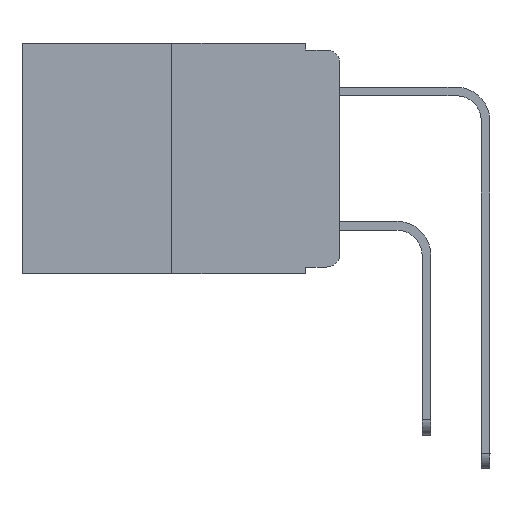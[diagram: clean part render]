
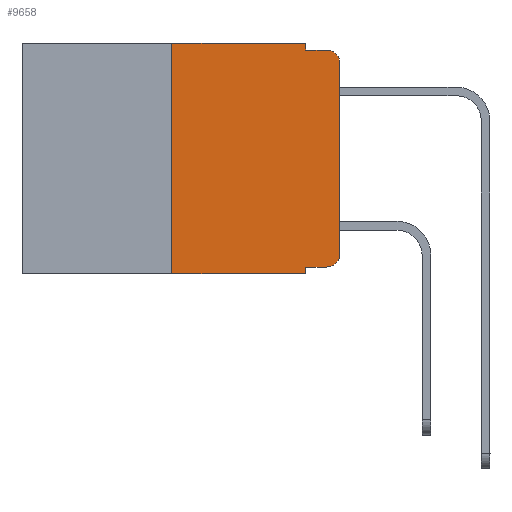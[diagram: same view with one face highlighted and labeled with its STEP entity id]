
A CAD part, left-side view. The second image highlights one B-rep face of the part: STEP entity #9658.
In plain terms, the highlighted planar face has unit normal (-1, 0, 0).
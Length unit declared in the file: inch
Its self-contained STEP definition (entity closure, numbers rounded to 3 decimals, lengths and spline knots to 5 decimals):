
#232 = VERTEX_POINT ( 'NONE', #9532 ) ;
#319 = ORIENTED_EDGE ( 'NONE', *, *, #439, .F. ) ;
#439 = EDGE_CURVE ( 'NONE', #14532, #17863, #7367, .T. ) ;
#1055 = LINE ( 'NONE', #18312, #10997 ) ;
#1270 = CARTESIAN_POINT ( 'NONE',  ( 0., 0.25, -0.343 ) ) ;
#1287 = CARTESIAN_POINT ( 'NONE',  ( 0., 0.25, 0. ) ) ;
#1332 = EDGE_CURVE ( 'NONE', #4157, #2591, #5417, .T. ) ;
#1812 = DIRECTION ( 'NONE',  ( 0., -1., 0. ) ) ;
#1868 = DIRECTION ( 'NONE',  ( 0., 0., -1. ) ) ;
#2013 = CARTESIAN_POINT ( 'NONE',  ( 0., 0.051, -0.01 ) ) ;
#2068 = CARTESIAN_POINT ( 'NONE',  ( 0., 0.051, 0. ) ) ;
#2096 = CARTESIAN_POINT ( 'NONE',  ( 0., 0.473, -0.343 ) ) ;
#2122 = CARTESIAN_POINT ( 'NONE',  ( 0., 0.051, -0.333 ) ) ;
#2546 = AXIS2_PLACEMENT_3D ( 'NONE', #4289, #17326, #8755 ) ;
#2591 = VERTEX_POINT ( 'NONE', #12162 ) ;
#2635 = EDGE_CURVE ( 'NONE', #17863, #10754, #9533, .T. ) ;
#2878 = CARTESIAN_POINT ( 'NONE',  ( 0., 0.02, -0.333 ) ) ;
#2974 = CARTESIAN_POINT ( 'NONE',  ( 0., 0.051, 0. ) ) ;
#3030 = LINE ( 'NONE', #14724, #15610 ) ;
#3599 = ORIENTED_EDGE ( 'NONE', *, *, #17316, .T. ) ;
#3699 = DIRECTION ( 'NONE',  ( 0., 0., 1. ) ) ;
#4115 = DIRECTION ( 'NONE',  ( 0., 0., 1. ) ) ;
#4157 = VERTEX_POINT ( 'NONE', #1270 ) ;
#4289 = CARTESIAN_POINT ( 'NONE',  ( 0., 0.02, -0.03 ) ) ;
#4373 = CARTESIAN_POINT ( 'NONE',  ( 0., 0.473, 0. ) ) ;
#4674 = EDGE_CURVE ( 'NONE', #16615, #13600, #11496, .T. ) ;
#4862 = DIRECTION ( 'NONE',  ( 1., 0., 0. ) ) ;
#4882 = VERTEX_POINT ( 'NONE', #5197 ) ;
#4984 = VECTOR ( 'NONE', #6724, 39.37008 ) ;
#5063 = ORIENTED_EDGE ( 'NONE', *, *, #4674, .T. ) ;
#5197 = CARTESIAN_POINT ( 'NONE',  ( 0., 0.051, -0.343 ) ) ;
#5417 = LINE ( 'NONE', #1287, #15616 ) ;
#5488 = EDGE_CURVE ( 'NONE', #7887, #4882, #1055, .T. ) ;
#6724 = DIRECTION ( 'NONE',  ( 0., -1., 0. ) ) ;
#7166 = ORIENTED_EDGE ( 'NONE', *, *, #7767, .T. ) ;
#7310 = CARTESIAN_POINT ( 'NONE',  ( 0., 0.02, -0.01 ) ) ;
#7367 = LINE ( 'NONE', #2974, #12916 ) ;
#7448 = DIRECTION ( 'NONE',  ( 0., -1., 0. ) ) ;
#7550 = CARTESIAN_POINT ( 'NONE',  ( 0., 0., -0.313 ) ) ;
#7686 = CARTESIAN_POINT ( 'NONE',  ( 0., 0.02, -0.313 ) ) ;
#7767 = EDGE_CURVE ( 'NONE', #232, #10754, #8800, .T. ) ;
#7772 = DIRECTION ( 'NONE',  ( -1., 0., 0. ) ) ;
#7887 = VERTEX_POINT ( 'NONE', #2122 ) ;
#8755 = DIRECTION ( 'NONE',  ( 0., 0., -1. ) ) ;
#8800 = CIRCLE ( 'NONE', #2546, 0.02 ) ;
#9288 = LINE ( 'NONE', #2096, #13950 ) ;
#9532 = CARTESIAN_POINT ( 'NONE',  ( 0., 0., -0.03 ) ) ;
#9533 = LINE ( 'NONE', #18362, #4984 ) ;
#9658 = ADVANCED_FACE ( 'NONE', ( #11974 ), #17702, .F. ) ;
#9862 = ORIENTED_EDGE ( 'NONE', *, *, #1332, .F. ) ;
#10358 = DIRECTION ( 'NONE',  ( 0., 0., -1. ) ) ;
#10754 = VERTEX_POINT ( 'NONE', #7310 ) ;
#10832 = ORIENTED_EDGE ( 'NONE', *, *, #13988, .T. ) ;
#10997 = VECTOR ( 'NONE', #15390, 39.37008 ) ;
#11496 = CIRCLE ( 'NONE', #12986, 0.02 ) ;
#11939 = EDGE_CURVE ( 'NONE', #13600, #232, #12509, .T. ) ;
#11974 = FACE_OUTER_BOUND ( 'NONE', #15550, .T. ) ;
#12162 = CARTESIAN_POINT ( 'NONE',  ( 0., 0.25, 0. ) ) ;
#12509 = LINE ( 'NONE', #18038, #16068 ) ;
#12642 = ORIENTED_EDGE ( 'NONE', *, *, #5488, .F. ) ;
#12763 = AXIS2_PLACEMENT_3D ( 'NONE', #14695, #4862, #1868 ) ;
#12916 = VECTOR ( 'NONE', #10358, 39.37008 ) ;
#12986 = AXIS2_PLACEMENT_3D ( 'NONE', #7686, #7772, #15187 ) ;
#13600 = VERTEX_POINT ( 'NONE', #7550 ) ;
#13950 = VECTOR ( 'NONE', #1812, 39.37008 ) ;
#13988 = EDGE_CURVE ( 'NONE', #7887, #16615, #3030, .T. ) ;
#14532 = VERTEX_POINT ( 'NONE', #2068 ) ;
#14695 = CARTESIAN_POINT ( 'NONE',  ( 0., 0.473, 0. ) ) ;
#14724 = CARTESIAN_POINT ( 'NONE',  ( 0., 0.051, -0.333 ) ) ;
#14828 = VECTOR ( 'NONE', #7448, 39.37008 ) ;
#15187 = DIRECTION ( 'NONE',  ( 0., 0., -1. ) ) ;
#15390 = DIRECTION ( 'NONE',  ( 0., 0., -1. ) ) ;
#15550 = EDGE_LOOP ( 'NONE', ( #18477, #7166, #17037, #319, #16521, #9862, #3599, #12642, #10832, #5063 ) ) ;
#15610 = VECTOR ( 'NONE', #17372, 39.37008 ) ;
#15616 = VECTOR ( 'NONE', #4115, 39.37008 ) ;
#16068 = VECTOR ( 'NONE', #3699, 39.37008 ) ;
#16521 = ORIENTED_EDGE ( 'NONE', *, *, #16637, .F. ) ;
#16615 = VERTEX_POINT ( 'NONE', #2878 ) ;
#16637 = EDGE_CURVE ( 'NONE', #2591, #14532, #17213, .T. ) ;
#17037 = ORIENTED_EDGE ( 'NONE', *, *, #2635, .F. ) ;
#17213 = LINE ( 'NONE', #4373, #14828 ) ;
#17316 = EDGE_CURVE ( 'NONE', #4157, #4882, #9288, .T. ) ;
#17326 = DIRECTION ( 'NONE',  ( -1., 0., 0. ) ) ;
#17372 = DIRECTION ( 'NONE',  ( 0., -1., 0. ) ) ;
#17702 = PLANE ( 'NONE',  #12763 ) ;
#17863 = VERTEX_POINT ( 'NONE', #2013 ) ;
#18038 = CARTESIAN_POINT ( 'NONE',  ( 0., 0., 0. ) ) ;
#18312 = CARTESIAN_POINT ( 'NONE',  ( 0., 0.051, 0. ) ) ;
#18362 = CARTESIAN_POINT ( 'NONE',  ( 0., 0.051, -0.01 ) ) ;
#18477 = ORIENTED_EDGE ( 'NONE', *, *, #11939, .T. ) ;
